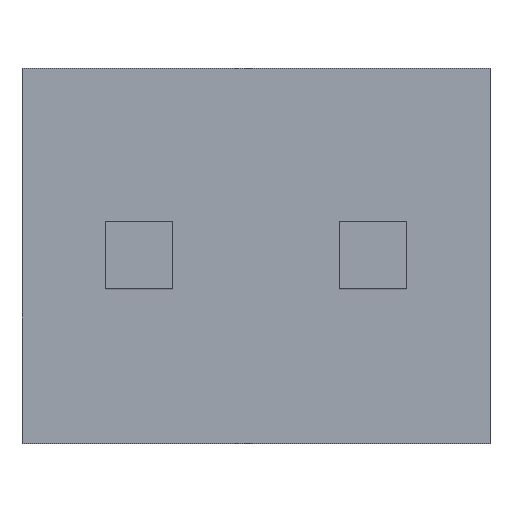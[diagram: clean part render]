
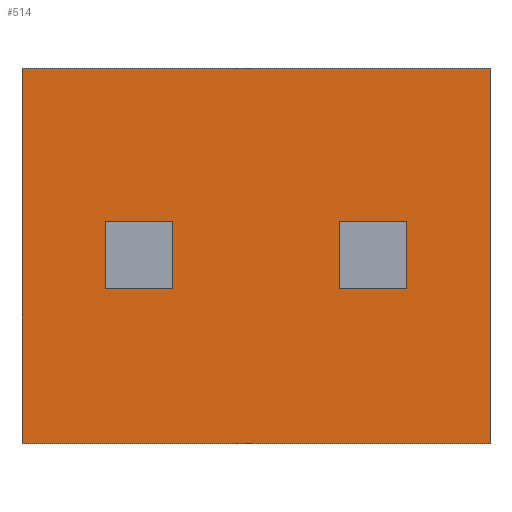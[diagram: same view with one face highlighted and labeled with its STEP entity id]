
A CAD part, top view. The second image highlights one B-rep face of the part: STEP entity #514.
In plain terms, the highlighted planar face has unit normal (0, 0, 1).
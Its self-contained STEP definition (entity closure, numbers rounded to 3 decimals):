
#72=DIRECTION('',(0.,-1.,0.));
#73=VECTOR('',#72,6.35);
#74=CARTESIAN_POINT('',(-3.962,3.175,0.));
#75=LINE('',#74,#73);
#104=DIRECTION('',(1.,0.,0.));
#105=VECTOR('',#104,7.925);
#106=CARTESIAN_POINT('',(-3.962,3.175,0.));
#107=LINE('',#106,#105);
#108=DIRECTION('',(1.,0.,0.));
#109=VECTOR('',#108,1.143);
#110=CARTESIAN_POINT('',(1.41,0.572,0.));
#111=LINE('',#110,#109);
#112=DIRECTION('',(0.,-1.,0.));
#113=VECTOR('',#112,1.143);
#114=CARTESIAN_POINT('',(1.41,0.572,0.));
#115=LINE('',#114,#113);
#116=DIRECTION('',(1.,0.,0.));
#117=VECTOR('',#116,1.143);
#118=CARTESIAN_POINT('',(1.41,-0.572,0.));
#119=LINE('',#118,#117);
#120=DIRECTION('',(0.,-1.,0.));
#121=VECTOR('',#120,1.143);
#122=CARTESIAN_POINT('',(2.553,0.572,0.));
#123=LINE('',#122,#121);
#124=DIRECTION('',(1.,0.,0.));
#125=VECTOR('',#124,1.143);
#126=CARTESIAN_POINT('',(-2.553,0.572,0.));
#127=LINE('',#126,#125);
#128=DIRECTION('',(0.,-1.,0.));
#129=VECTOR('',#128,1.143);
#130=CARTESIAN_POINT('',(-2.553,0.572,0.));
#131=LINE('',#130,#129);
#132=DIRECTION('',(1.,0.,0.));
#133=VECTOR('',#132,1.143);
#134=CARTESIAN_POINT('',(-2.553,-0.572,0.));
#135=LINE('',#134,#133);
#136=DIRECTION('',(0.,-1.,0.));
#137=VECTOR('',#136,1.143);
#138=CARTESIAN_POINT('',(-1.41,0.572,0.));
#139=LINE('',#138,#137);
#196=DIRECTION('',(1.,0.,0.));
#197=VECTOR('',#196,7.925);
#198=CARTESIAN_POINT('',(-3.962,-3.175,0.));
#199=LINE('',#198,#197);
#200=DIRECTION('',(0.,-1.,0.));
#201=VECTOR('',#200,6.35);
#202=CARTESIAN_POINT('',(3.962,3.175,0.));
#203=LINE('',#202,#201);
#360=CARTESIAN_POINT('',(-3.962,3.175,0.));
#361=CARTESIAN_POINT('',(-3.962,-3.175,0.));
#362=VERTEX_POINT('',#360);
#363=VERTEX_POINT('',#361);
#376=CARTESIAN_POINT('',(3.962,3.175,0.));
#377=CARTESIAN_POINT('',(3.962,-3.175,0.));
#378=VERTEX_POINT('',#376);
#379=VERTEX_POINT('',#377);
#408=CARTESIAN_POINT('',(1.41,0.572,0.));
#409=CARTESIAN_POINT('',(2.553,0.572,0.));
#410=VERTEX_POINT('',#408);
#411=VERTEX_POINT('',#409);
#412=CARTESIAN_POINT('',(1.41,-0.572,0.));
#413=CARTESIAN_POINT('',(2.553,-0.572,0.));
#414=VERTEX_POINT('',#412);
#415=VERTEX_POINT('',#413);
#440=CARTESIAN_POINT('',(-2.553,0.572,0.));
#441=CARTESIAN_POINT('',(-1.41,0.572,0.));
#442=VERTEX_POINT('',#440);
#443=VERTEX_POINT('',#441);
#444=CARTESIAN_POINT('',(-2.553,-0.572,0.));
#445=CARTESIAN_POINT('',(-1.41,-0.572,0.));
#446=VERTEX_POINT('',#444);
#447=VERTEX_POINT('',#445);
#480=CARTESIAN_POINT('',(-3.962,3.175,0.));
#481=DIRECTION('',(0.,0.,1.));
#482=DIRECTION('',(0.,-1.,0.));
#483=AXIS2_PLACEMENT_3D('',#480,#481,#482);
#484=PLANE('',#483);
#485=ORIENTED_EDGE('',*,*,#461,.F.);
#487=ORIENTED_EDGE('',*,*,#486,.T.);
#489=ORIENTED_EDGE('',*,*,#488,.T.);
#491=ORIENTED_EDGE('',*,*,#490,.F.);
#492=EDGE_LOOP('',(#485,#487,#489,#491));
#493=FACE_OUTER_BOUND('',#492,.F.);
#495=ORIENTED_EDGE('',*,*,#494,.F.);
#497=ORIENTED_EDGE('',*,*,#496,.T.);
#499=ORIENTED_EDGE('',*,*,#498,.T.);
#501=ORIENTED_EDGE('',*,*,#500,.F.);
#502=EDGE_LOOP('',(#495,#497,#499,#501));
#503=FACE_BOUND('',#502,.F.);
#505=ORIENTED_EDGE('',*,*,#504,.F.);
#507=ORIENTED_EDGE('',*,*,#506,.T.);
#509=ORIENTED_EDGE('',*,*,#508,.T.);
#511=ORIENTED_EDGE('',*,*,#510,.F.);
#512=EDGE_LOOP('',(#505,#507,#509,#511));
#513=FACE_BOUND('',#512,.F.);
#514=ADVANCED_FACE('',(#493,#503,#513),#484,.T.);
#461=EDGE_CURVE('',#362,#363,#75,.T.);
#486=EDGE_CURVE('',#362,#378,#107,.T.);
#488=EDGE_CURVE('',#378,#379,#203,.T.);
#490=EDGE_CURVE('',#363,#379,#199,.T.);
#494=EDGE_CURVE('',#410,#411,#111,.T.);
#496=EDGE_CURVE('',#410,#414,#115,.T.);
#498=EDGE_CURVE('',#414,#415,#119,.T.);
#500=EDGE_CURVE('',#411,#415,#123,.T.);
#504=EDGE_CURVE('',#442,#443,#127,.T.);
#506=EDGE_CURVE('',#442,#446,#131,.T.);
#508=EDGE_CURVE('',#446,#447,#135,.T.);
#510=EDGE_CURVE('',#443,#447,#139,.T.);
